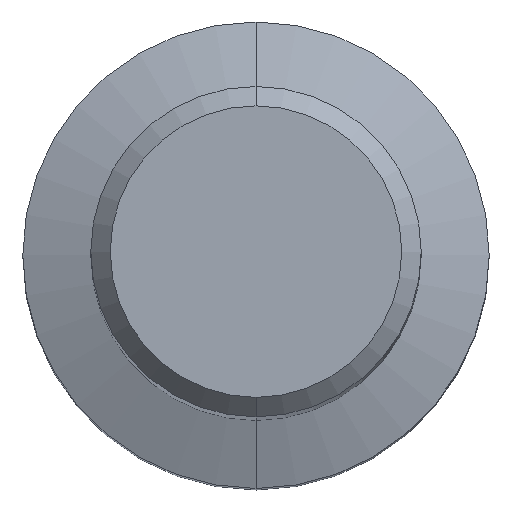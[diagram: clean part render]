
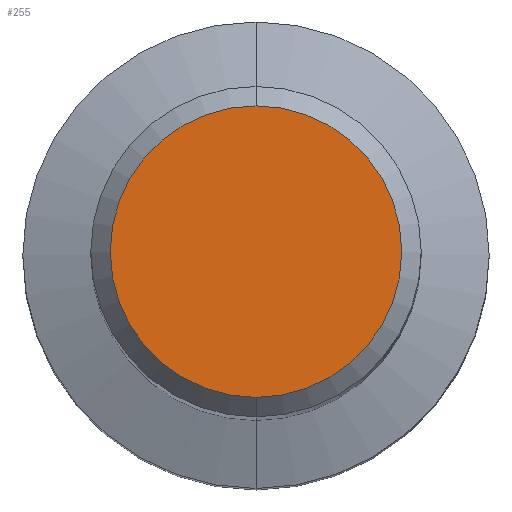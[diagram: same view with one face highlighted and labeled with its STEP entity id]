
A CAD part, top view. The second image highlights one B-rep face of the part: STEP entity #255.
In plain terms, the highlighted planar face has unit normal (0, 0, 1).
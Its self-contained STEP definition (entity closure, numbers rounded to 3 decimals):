
#255=ADVANCED_FACE('',(#615),#616,.T.);
#269=VERTEX_POINT('',#633);
#339=EDGE_CURVE('',#447,#269,#709,.T.);
#447=VERTEX_POINT('',#828);
#511=EDGE_CURVE('',#269,#447,#898,.T.);
#615=FACE_OUTER_BOUND('',#1104,.T.);
#616=PLANE('',#1105);
#633=CARTESIAN_POINT('',(0.0,3.75,0.0));
#709=CIRCLE('',#1277,3.75);
#828=CARTESIAN_POINT('',(0.,-3.75,0.0));
#898=CIRCLE('',#1594,3.75);
#1104=EDGE_LOOP('',(#1718,#1719));
#1105=AXIS2_PLACEMENT_3D('',#1720,#1721,#1722);
#1277=AXIS2_PLACEMENT_3D('',#1825,#1826,#1827);
#1594=AXIS2_PLACEMENT_3D('',#2043,#2044,#2045);
#1718=ORIENTED_EDGE('',*,*,#511,.F.);
#1719=ORIENTED_EDGE('',*,*,#339,.F.);
#1720=CARTESIAN_POINT('',(0.0,1.875,0.0));
#1721=DIRECTION('',(-0.0,0.0,1.0));
#1722=DIRECTION('',(0.0,-1.0,0.0));
#1825=CARTESIAN_POINT('',(0.0,0.0,0.0));
#1826=DIRECTION('',(0.0,0.0,-1.0));
#1827=DIRECTION('',(0.0,1.0,0.0));
#2043=CARTESIAN_POINT('',(0.0,0.0,0.0));
#2044=DIRECTION('',(0.0,0.0,-1.0));
#2045=DIRECTION('',(0.0,1.0,0.0));
